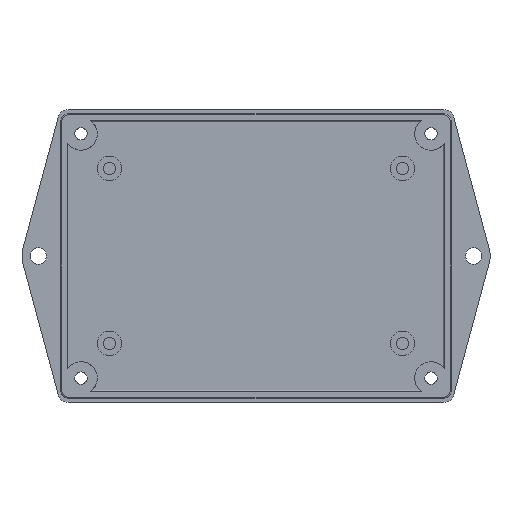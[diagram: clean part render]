
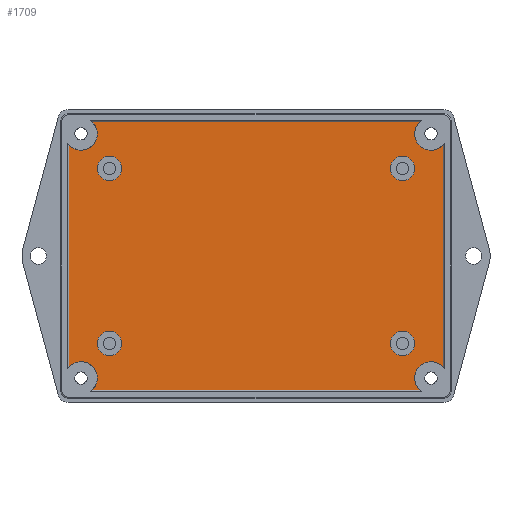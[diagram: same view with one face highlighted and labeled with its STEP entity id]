
A CAD part, top view. The second image highlights one B-rep face of the part: STEP entity #1709.
In plain terms, the highlighted planar face has unit normal (0, 0, 1).
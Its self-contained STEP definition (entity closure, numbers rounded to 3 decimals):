
#1684 = VERTEX_POINT('',#1685);
#1685 = CARTESIAN_POINT('',(-46.,-27.354,-5.6));
#1691 = EDGE_CURVE('',#1684,#1692,#1694,.T.);
#1692 = VERTEX_POINT('',#1693);
#1693 = CARTESIAN_POINT('',(-46.,27.354,-5.6));
#1694 = LINE('',#1695,#1696);
#1695 = CARTESIAN_POINT('',(-46.,-33.,-5.6));
#1696 = VECTOR('',#1697,1.);
#1697 = DIRECTION('',(0.,1.,0.));
#1709 = ADVANCED_FACE('',(#1710,#1789,#1800,#1811,#1822),#1833,.T.);
#1710 = FACE_BOUND('',#1711,.T.);
#1711 = EDGE_LOOP('',(#1712,#1713,#1722,#1731,#1739,#1748,#1756,#1765,
    #1773,#1782));
#1712 = ORIENTED_EDGE('',*,*,#1691,.F.);
#1713 = ORIENTED_EDGE('',*,*,#1714,.F.);
#1714 = EDGE_CURVE('',#1715,#1684,#1717,.T.);
#1715 = VERTEX_POINT('',#1716);
#1716 = CARTESIAN_POINT('',(-39.,-30.,-5.6));
#1717 = CIRCLE('',#1718,4.);
#1718 = AXIS2_PLACEMENT_3D('',#1719,#1720,#1721);
#1719 = CARTESIAN_POINT('',(-43.,-30.,-5.6));
#1720 = DIRECTION('',(0.,0.,1.));
#1721 = DIRECTION('',(1.,0.,0.));
#1722 = ORIENTED_EDGE('',*,*,#1723,.F.);
#1723 = EDGE_CURVE('',#1724,#1715,#1726,.T.);
#1724 = VERTEX_POINT('',#1725);
#1725 = CARTESIAN_POINT('',(-40.354,-33.,-5.6));
#1726 = CIRCLE('',#1727,4.);
#1727 = AXIS2_PLACEMENT_3D('',#1728,#1729,#1730);
#1728 = CARTESIAN_POINT('',(-43.,-30.,-5.6));
#1729 = DIRECTION('',(0.,0.,1.));
#1730 = DIRECTION('',(1.,0.,0.));
#1731 = ORIENTED_EDGE('',*,*,#1732,.T.);
#1732 = EDGE_CURVE('',#1724,#1733,#1735,.T.);
#1733 = VERTEX_POINT('',#1734);
#1734 = CARTESIAN_POINT('',(40.354,-33.,-5.6));
#1735 = LINE('',#1736,#1737);
#1736 = CARTESIAN_POINT('',(-46.,-33.,-5.6));
#1737 = VECTOR('',#1738,1.);
#1738 = DIRECTION('',(1.,0.,0.));
#1739 = ORIENTED_EDGE('',*,*,#1740,.F.);
#1740 = EDGE_CURVE('',#1741,#1733,#1743,.T.);
#1741 = VERTEX_POINT('',#1742);
#1742 = CARTESIAN_POINT('',(46.,-27.354,-5.6));
#1743 = CIRCLE('',#1744,4.);
#1744 = AXIS2_PLACEMENT_3D('',#1745,#1746,#1747);
#1745 = CARTESIAN_POINT('',(43.,-30.,-5.6));
#1746 = DIRECTION('',(0.,0.,1.));
#1747 = DIRECTION('',(1.,0.,0.));
#1748 = ORIENTED_EDGE('',*,*,#1749,.T.);
#1749 = EDGE_CURVE('',#1741,#1750,#1752,.T.);
#1750 = VERTEX_POINT('',#1751);
#1751 = CARTESIAN_POINT('',(46.,27.354,-5.6));
#1752 = LINE('',#1753,#1754);
#1753 = CARTESIAN_POINT('',(46.,-33.,-5.6));
#1754 = VECTOR('',#1755,1.);
#1755 = DIRECTION('',(0.,1.,0.));
#1756 = ORIENTED_EDGE('',*,*,#1757,.F.);
#1757 = EDGE_CURVE('',#1758,#1750,#1760,.T.);
#1758 = VERTEX_POINT('',#1759);
#1759 = CARTESIAN_POINT('',(40.354,33.,-5.6));
#1760 = CIRCLE('',#1761,4.);
#1761 = AXIS2_PLACEMENT_3D('',#1762,#1763,#1764);
#1762 = CARTESIAN_POINT('',(43.,30.,-5.6));
#1763 = DIRECTION('',(0.,0.,1.));
#1764 = DIRECTION('',(1.,0.,0.));
#1765 = ORIENTED_EDGE('',*,*,#1766,.F.);
#1766 = EDGE_CURVE('',#1767,#1758,#1769,.T.);
#1767 = VERTEX_POINT('',#1768);
#1768 = CARTESIAN_POINT('',(-40.354,33.,-5.6));
#1769 = LINE('',#1770,#1771);
#1770 = CARTESIAN_POINT('',(-46.,33.,-5.6));
#1771 = VECTOR('',#1772,1.);
#1772 = DIRECTION('',(1.,0.,0.));
#1773 = ORIENTED_EDGE('',*,*,#1774,.F.);
#1774 = EDGE_CURVE('',#1775,#1767,#1777,.T.);
#1775 = VERTEX_POINT('',#1776);
#1776 = CARTESIAN_POINT('',(-39.,30.,-5.6));
#1777 = CIRCLE('',#1778,4.);
#1778 = AXIS2_PLACEMENT_3D('',#1779,#1780,#1781);
#1779 = CARTESIAN_POINT('',(-43.,30.,-5.6));
#1780 = DIRECTION('',(0.,0.,1.));
#1781 = DIRECTION('',(1.,0.,0.));
#1782 = ORIENTED_EDGE('',*,*,#1783,.F.);
#1783 = EDGE_CURVE('',#1692,#1775,#1784,.T.);
#1784 = CIRCLE('',#1785,4.);
#1785 = AXIS2_PLACEMENT_3D('',#1786,#1787,#1788);
#1786 = CARTESIAN_POINT('',(-43.,30.,-5.6));
#1787 = DIRECTION('',(0.,0.,1.));
#1788 = DIRECTION('',(1.,0.,0.));
#1789 = FACE_BOUND('',#1790,.T.);
#1790 = EDGE_LOOP('',(#1791));
#1791 = ORIENTED_EDGE('',*,*,#1792,.F.);
#1792 = EDGE_CURVE('',#1793,#1793,#1795,.T.);
#1793 = VERTEX_POINT('',#1794);
#1794 = CARTESIAN_POINT('',(-33.,-21.5,-5.6));
#1795 = CIRCLE('',#1796,3.);
#1796 = AXIS2_PLACEMENT_3D('',#1797,#1798,#1799);
#1797 = CARTESIAN_POINT('',(-36.,-21.5,-5.6));
#1798 = DIRECTION('',(0.,0.,1.));
#1799 = DIRECTION('',(1.,0.,0.));
#1800 = FACE_BOUND('',#1801,.T.);
#1801 = EDGE_LOOP('',(#1802));
#1802 = ORIENTED_EDGE('',*,*,#1803,.F.);
#1803 = EDGE_CURVE('',#1804,#1804,#1806,.T.);
#1804 = VERTEX_POINT('',#1805);
#1805 = CARTESIAN_POINT('',(39.,-21.5,-5.6));
#1806 = CIRCLE('',#1807,3.);
#1807 = AXIS2_PLACEMENT_3D('',#1808,#1809,#1810);
#1808 = CARTESIAN_POINT('',(36.,-21.5,-5.6));
#1809 = DIRECTION('',(0.,0.,1.));
#1810 = DIRECTION('',(1.,0.,0.));
#1811 = FACE_BOUND('',#1812,.T.);
#1812 = EDGE_LOOP('',(#1813));
#1813 = ORIENTED_EDGE('',*,*,#1814,.F.);
#1814 = EDGE_CURVE('',#1815,#1815,#1817,.T.);
#1815 = VERTEX_POINT('',#1816);
#1816 = CARTESIAN_POINT('',(-33.,21.5,-5.6));
#1817 = CIRCLE('',#1818,3.);
#1818 = AXIS2_PLACEMENT_3D('',#1819,#1820,#1821);
#1819 = CARTESIAN_POINT('',(-36.,21.5,-5.6));
#1820 = DIRECTION('',(0.,0.,1.));
#1821 = DIRECTION('',(1.,0.,0.));
#1822 = FACE_BOUND('',#1823,.T.);
#1823 = EDGE_LOOP('',(#1824));
#1824 = ORIENTED_EDGE('',*,*,#1825,.F.);
#1825 = EDGE_CURVE('',#1826,#1826,#1828,.T.);
#1826 = VERTEX_POINT('',#1827);
#1827 = CARTESIAN_POINT('',(39.,21.5,-5.6));
#1828 = CIRCLE('',#1829,3.);
#1829 = AXIS2_PLACEMENT_3D('',#1830,#1831,#1832);
#1830 = CARTESIAN_POINT('',(36.,21.5,-5.6));
#1831 = DIRECTION('',(0.,0.,1.));
#1832 = DIRECTION('',(1.,0.,0.));
#1833 = PLANE('',#1834);
#1834 = AXIS2_PLACEMENT_3D('',#1835,#1836,#1837);
#1835 = CARTESIAN_POINT('',(-57.5,-36.,-5.6));
#1836 = DIRECTION('',(0.,0.,1.));
#1837 = DIRECTION('',(1.,0.,0.));
